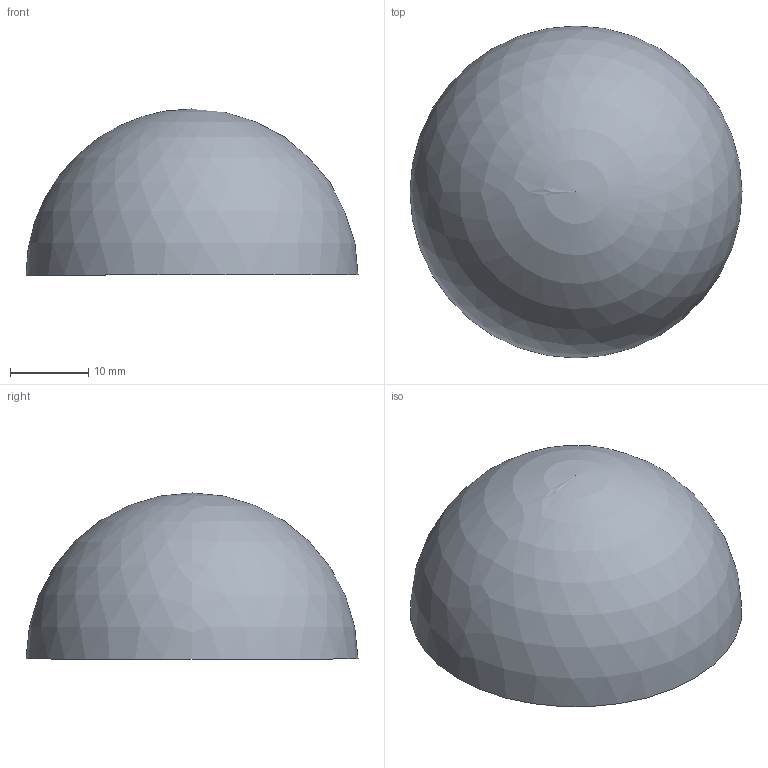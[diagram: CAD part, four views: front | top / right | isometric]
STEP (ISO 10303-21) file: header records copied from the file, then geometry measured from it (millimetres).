
FILE_DESCRIPTION (( 'STEP AP203' ), '1' );
FILE_NAME ('620042.step', '2020-07-15T11:51:29', ( '' ), ( '' ), 'SwSTEP 2.0', 'SolidWorks 2018', '' );
FILE_SCHEMA (( 'CONFIG_CONTROL_DESIGN' ));
Length unit declared in the file: millimetre
Products named in the file (1): 620042
Bounding box: 42.4 x 42.4 x 21.2 mm (x, y, z)
Volume: 5131.7 mm3; surface area: 5397.9 mm2
Topology: 1 solids, 1 shells, 193 faces, 515 edges, 344 vertices
Faces by surface type: bspline 87, plane 83, sphere 23
Entity records: 9798 total; most frequent: CARTESIAN_POINT 5352, ORIENTED_EDGE 1022, DIRECTION 719, EDGE_CURVE 511, VERTEX_POINT 342, AXIS2_PLACEMENT_3D 275, EDGE_LOOP 215, ADVANCED_FACE 193
